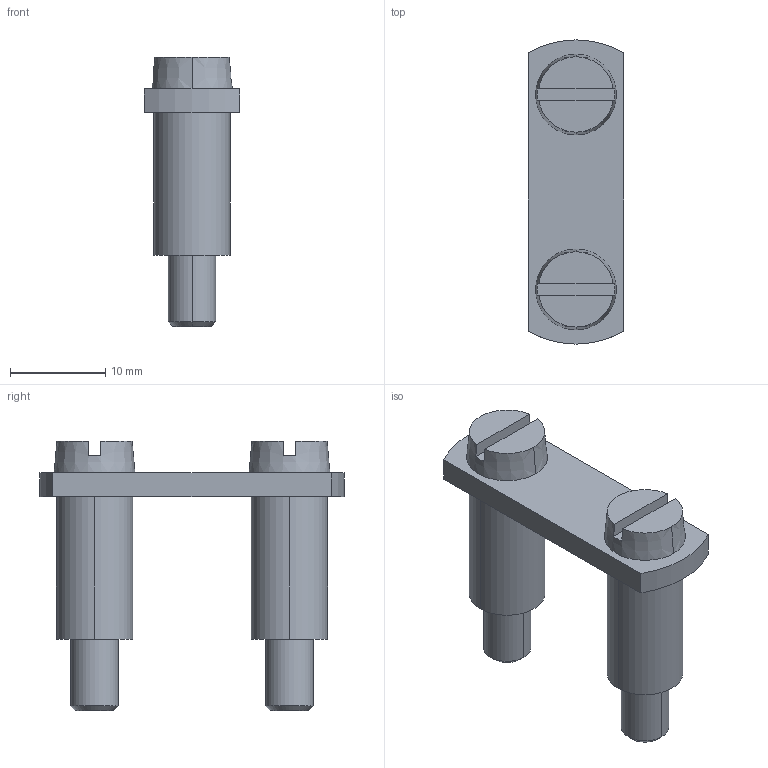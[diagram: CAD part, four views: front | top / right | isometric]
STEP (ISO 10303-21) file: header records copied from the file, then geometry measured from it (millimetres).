
FILE_DESCRIPTION(('Creo Elements/Direct Modeling STEP Export'),'2;1');
FILE_NAME('POF08.stp','2012-06-27T11:56:49',(''),(''),'Creo Elements/Direct Modeling STEP processor for AP214 (Solid Model)','Creo Elements/Direct Modeling 18.0B 02-Dec-2011 (C) Parametric Technology GmbH','');
FILE_SCHEMA(('AUTOMOTIVE_DESIGN { 1 0 10303 214 1 1 1 1 }'));
Length unit declared in the file: millimetre
Products named in the file (2): POF-08
Assembly tree (1 placements, depth 2):
  POF-08
    POF-08
Bounding box: 10 x 32 x 28.3 mm (x, y, z)
Volume: 2897.9 mm3; surface area: 1998.5 mm2
Topology: 1 solids, 1 shells, 36 faces, 80 edges, 52 vertices
Faces by surface type: plane 18, cylinder 10, cone 8
Entity records: 1057 total; most frequent: CARTESIAN_POINT 258, ORIENTED_EDGE 160, DIRECTION 148, EDGE_CURVE 80, AXIS2_PLACEMENT_3D 58, VERTEX_POINT 52, EDGE_LOOP 42, FACE_OUTER_BOUND 36
